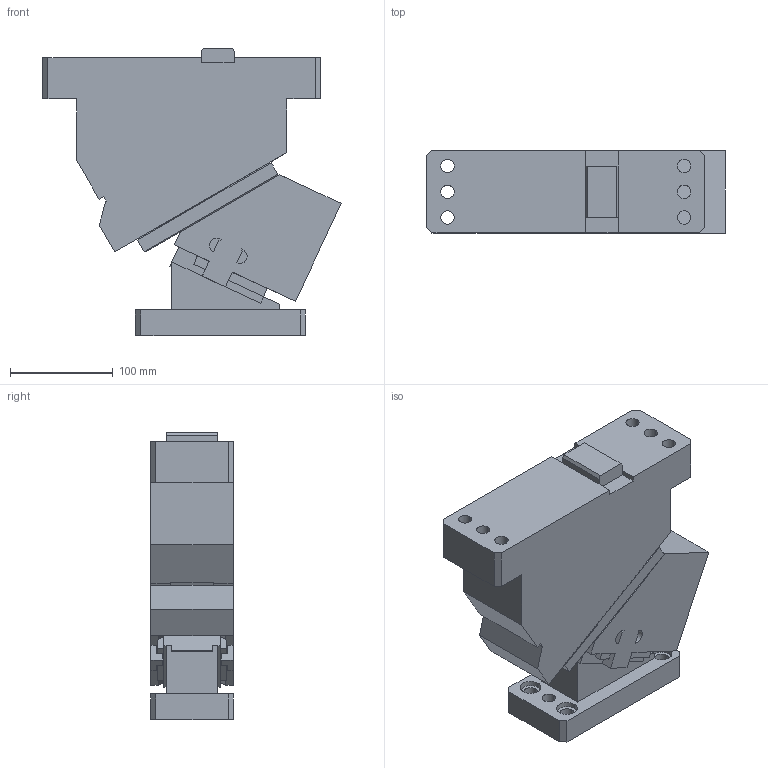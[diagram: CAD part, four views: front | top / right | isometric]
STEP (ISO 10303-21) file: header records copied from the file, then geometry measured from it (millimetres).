
FILE_DESCRIPTION(('CATIA V5 STEP Exchange'),'2;1');
FILE_NAME('CACC_80_25.stp','2015-04-21T12:51:49+00:00',('none'),('none'),'CATIA Version 5 Release 19 SP 2 (IN-10)','CATIA V5 STEP AP203','none');
FILE_SCHEMA(('CONFIG_CONTROL_DESIGN'));
Length unit declared in the file: millimetre
Products named in the file (1): CACC_80_25
Bounding box: 289.8 x 80 x 279 mm (x, y, z)
Volume: 3712290.8 mm3; surface area: 320412.6 mm2
Topology: 3 solids, 6 shells, 269 faces, 713 edges, 462 vertices
Faces by surface type: plane 200, cylinder 62, cone 6, extrusion 1
Entity records: 8531 total; most frequent: CARTESIAN_POINT 2113, ORIENTED_EDGE 1414, DIRECTION 1092, EDGE_CURVE 707, VECTOR 576, LINE 575, VERTEX_POINT 462, EDGE_LOOP 307
